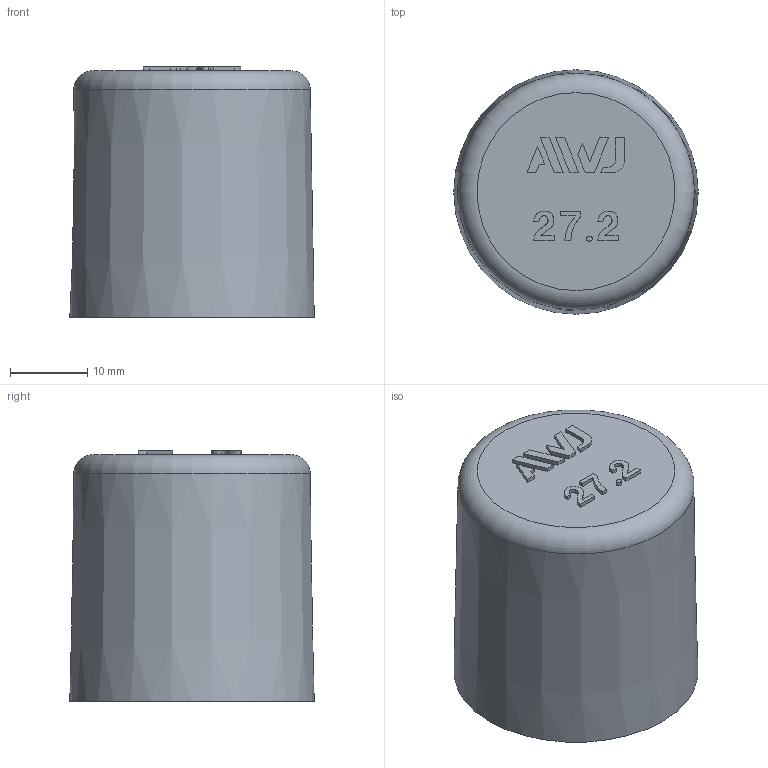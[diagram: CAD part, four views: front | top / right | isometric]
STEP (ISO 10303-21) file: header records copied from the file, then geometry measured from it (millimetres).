
FILE_DESCRIPTION( ( 'STEP AP203' ), '1' );
FILE_NAME( '20A.step', '2022-07-25T04:57:50', ( ' ' ), ( ' ' ), 'XStep 1.0', ' ', ' ' );
FILE_SCHEMA( ( 'CONFIG_CONTROL_DESIGN' ) );
Length unit declared in the file: millimetre
Products named in the file (1): 1
Bounding box: 31.72 x 31.72 x 32.5 mm (x, y, z)
Volume: 6885.8 mm3; surface area: 7116.4 mm2
Topology: 1 solids, 1 shells, 64 faces, 154 edges, 102 vertices
Faces by surface type: plane 51, extrusion 7, torus 2, cone 2, cylinder 2
Entity records: 2039 total; most frequent: CARTESIAN_POINT 584, ORIENTED_EDGE 298, DIRECTION 242, EDGE_CURVE 149, VECTOR 106, VERTEX_POINT 102, LINE 99, EDGE_LOOP 79
